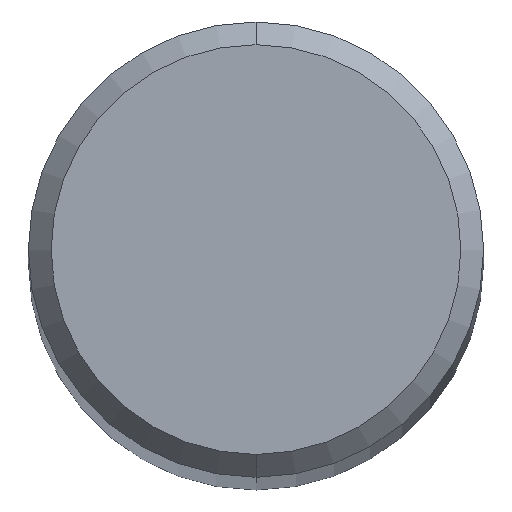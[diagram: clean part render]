
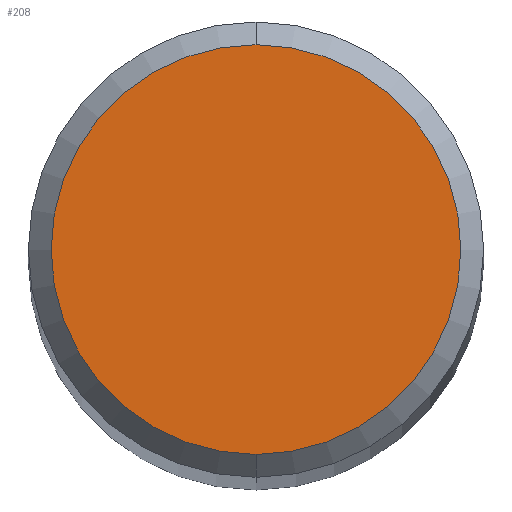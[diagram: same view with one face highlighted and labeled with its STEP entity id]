
A CAD part, top view. The second image highlights one B-rep face of the part: STEP entity #208.
In plain terms, the highlighted planar face has unit normal (0, 0, 1).
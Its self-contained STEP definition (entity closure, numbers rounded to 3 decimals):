
#126=EDGE_CURVE('',#270,#138,#331,.T.);
#138=VERTEX_POINT('',#344);
#208=ADVANCED_FACE('',(#426),#427,.T.);
#226=EDGE_CURVE('',#138,#270,#447,.T.);
#270=VERTEX_POINT('',#496);
#331=CIRCLE('',#553,0.9);
#344=CARTESIAN_POINT('',(0.0,0.9,31.14));
#426=FACE_OUTER_BOUND('',#675,.T.);
#427=PLANE('',#676);
#447=CIRCLE('',#703,0.9);
#496=CARTESIAN_POINT('',(0.,-0.9,31.14));
#553=AXIS2_PLACEMENT_3D('',#824,#825,#826);
#675=EDGE_LOOP('',(#955,#956));
#676=AXIS2_PLACEMENT_3D('',#957,#958,#959);
#703=AXIS2_PLACEMENT_3D('',#979,#980,#981);
#824=CARTESIAN_POINT('',(0.0,0.0,31.14));
#825=DIRECTION('',(0.0,0.0,-1.0));
#826=DIRECTION('',(0.0,1.0,0.0));
#955=ORIENTED_EDGE('',*,*,#226,.F.);
#956=ORIENTED_EDGE('',*,*,#126,.F.);
#957=CARTESIAN_POINT('',(0.0,0.45,31.14));
#958=DIRECTION('',(-0.0,0.0,1.0));
#959=DIRECTION('',(0.0,-1.0,0.0));
#979=CARTESIAN_POINT('',(0.0,0.0,31.14));
#980=DIRECTION('',(0.0,0.0,-1.0));
#981=DIRECTION('',(0.0,1.0,0.0));
